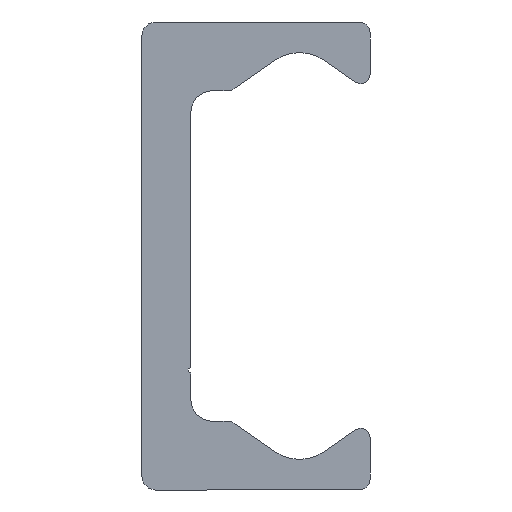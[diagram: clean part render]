
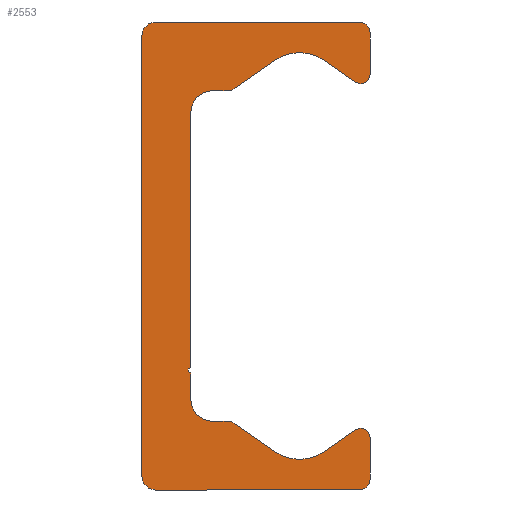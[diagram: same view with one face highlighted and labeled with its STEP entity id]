
A CAD part, left-side view. The second image highlights one B-rep face of the part: STEP entity #2553.
In plain terms, the highlighted planar face has unit normal (-1, 0, 0).
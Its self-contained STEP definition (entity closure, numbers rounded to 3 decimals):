
#1524=CARTESIAN_POINT('',(0.0,9.25,-21.5));
#1525=VERTEX_POINT('',#1524);
#1532=CARTESIAN_POINT('',(0.0,10.5,-20.25));
#1533=VERTEX_POINT('',#1532);
#1534=CARTESIAN_POINT('',(0.0,9.25,-20.25));
#1535=DIRECTION('',(1.0,0.0,0.0));
#1536=DIRECTION('',(0.0,0.0,-1.0));
#1537=AXIS2_PLACEMENT_3D('',#1534,#1535,#1536);
#1538=CIRCLE('',#1537,1.25);
#1539=EDGE_CURVE('',#1525,#1533,#1538,.T.);
#1563=CARTESIAN_POINT('',(0.0,-9.5,-21.5));
#1564=VERTEX_POINT('',#1563);
#1571=CARTESIAN_POINT('',(0.0,-9.5,-21.5));
#1572=DIRECTION('',(0.0,1.0,0.0));
#1573=VECTOR('',#1572,18.75);
#1574=LINE('',#1571,#1573);
#1575=EDGE_CURVE('',#1564,#1525,#1574,.T.);
#1595=CARTESIAN_POINT('',(0.0,-10.5,-20.5));
#1596=VERTEX_POINT('',#1595);
#1603=CARTESIAN_POINT('',(0.0,-9.5,-20.5));
#1604=DIRECTION('',(1.0,0.0,0.0));
#1605=DIRECTION('',(0.0,-1.0,0.0));
#1606=AXIS2_PLACEMENT_3D('',#1603,#1604,#1605);
#1607=CIRCLE('',#1606,1.0);
#1608=EDGE_CURVE('',#1596,#1564,#1607,.T.);
#1627=CARTESIAN_POINT('',(0.0,-10.5,-16.65));
#1628=VERTEX_POINT('',#1627);
#1635=CARTESIAN_POINT('',(0.0,-10.5,-16.65));
#1636=DIRECTION('',(0.0,0.0,-1.0));
#1637=VECTOR('',#1636,3.85);
#1638=LINE('',#1635,#1637);
#1639=EDGE_CURVE('',#1628,#1596,#1638,.T.);
#1659=CARTESIAN_POINT('',(0.0,-9.162,-15.954));
#1660=VERTEX_POINT('',#1659);
#1667=CARTESIAN_POINT('',(0.0,-9.65,-16.65));
#1668=DIRECTION('',(1.0,0.0,0.0));
#1669=DIRECTION('',(0.0,0.574,0.819));
#1670=AXIS2_PLACEMENT_3D('',#1667,#1668,#1669);
#1671=CIRCLE('',#1670,0.85);
#1672=EDGE_CURVE('',#1660,#1628,#1671,.T.);
#1691=CARTESIAN_POINT('',(0.0,-6.294,-17.962));
#1692=VERTEX_POINT('',#1691);
#1699=CARTESIAN_POINT('',(0.0,-6.294,-17.962));
#1700=DIRECTION('',(0.0,-0.819,0.574));
#1701=VECTOR('',#1700,3.501);
#1702=LINE('',#1699,#1701);
#1703=EDGE_CURVE('',#1692,#1660,#1702,.T.);
#1723=CARTESIAN_POINT('',(0.0,-1.706,-17.962));
#1724=VERTEX_POINT('',#1723);
#1731=CARTESIAN_POINT('',(0.0,-4.,-14.685));
#1732=DIRECTION('',(-1.0,0.0,0.0));
#1733=DIRECTION('',(0.0,0.574,0.819));
#1734=AXIS2_PLACEMENT_3D('',#1731,#1732,#1733);
#1735=CIRCLE('',#1734,4.0);
#1736=EDGE_CURVE('',#1724,#1692,#1735,.T.);
#1755=CARTESIAN_POINT('',(0.0,1.981,-15.381));
#1756=VERTEX_POINT('',#1755);
#1763=CARTESIAN_POINT('',(0.0,1.981,-15.381));
#1764=DIRECTION('',(0.0,-0.819,-0.574));
#1765=VECTOR('',#1764,4.5);
#1766=LINE('',#1763,#1765);
#1767=EDGE_CURVE('',#1756,#1724,#1766,.T.);
#1787=CARTESIAN_POINT('',(0.0,2.554,-15.2));
#1788=VERTEX_POINT('',#1787);
#1795=CARTESIAN_POINT('',(0.0,2.554,-16.2));
#1796=DIRECTION('',(1.0,0.0,0.0));
#1797=DIRECTION('',(0.0,0.0,1.0));
#1798=AXIS2_PLACEMENT_3D('',#1795,#1796,#1797);
#1799=CIRCLE('',#1798,1.);
#1800=EDGE_CURVE('',#1788,#1756,#1799,.T.);
#1819=CARTESIAN_POINT('',(0.0,4.0,-15.2));
#1820=VERTEX_POINT('',#1819);
#1827=CARTESIAN_POINT('',(0.0,4.0,-15.2));
#1828=DIRECTION('',(0.0,-1.0,0.0));
#1829=VECTOR('',#1828,1.446);
#1830=LINE('',#1827,#1829);
#1831=EDGE_CURVE('',#1820,#1788,#1830,.T.);
#1851=CARTESIAN_POINT('',(0.0,6.,-13.2));
#1852=VERTEX_POINT('',#1851);
#1859=CARTESIAN_POINT('',(0.0,4.,-13.2));
#1860=DIRECTION('',(-1.0,0.0,0.0));
#1861=DIRECTION('',(0.0,0.0,1.0));
#1862=AXIS2_PLACEMENT_3D('',#1859,#1860,#1861);
#1863=CIRCLE('',#1862,2.0);
#1864=EDGE_CURVE('',#1852,#1820,#1863,.T.);
#1883=CARTESIAN_POINT('',(0.0,6.,-10.75));
#1884=VERTEX_POINT('',#1883);
#1891=CARTESIAN_POINT('',(0.0,6.,-10.75));
#1892=DIRECTION('',(0.0,0.0,-1.0));
#1893=VECTOR('',#1892,2.45);
#1894=LINE('',#1891,#1893);
#1895=EDGE_CURVE('',#1884,#1852,#1894,.T.);
#1915=CARTESIAN_POINT('',(0.0,6.,-10.25));
#1916=VERTEX_POINT('',#1915);
#1923=CARTESIAN_POINT('',(0.0,6.,-10.5));
#1924=DIRECTION('',(-1.0,0.0,0.0));
#1925=DIRECTION('',(0.0,0.0,1.0));
#1926=AXIS2_PLACEMENT_3D('',#1923,#1924,#1925);
#1927=CIRCLE('',#1926,0.25);
#1928=EDGE_CURVE('',#1916,#1884,#1927,.T.);
#1947=CARTESIAN_POINT('',(0.0,6.,13.2));
#1948=VERTEX_POINT('',#1947);
#1955=CARTESIAN_POINT('',(0.0,6.,13.2));
#1956=DIRECTION('',(0.0,0.0,-1.0));
#1957=VECTOR('',#1956,23.45);
#1958=LINE('',#1955,#1957);
#1959=EDGE_CURVE('',#1948,#1916,#1958,.T.);
#2069=CARTESIAN_POINT('',(0.0,4.0,15.2));
#2070=VERTEX_POINT('',#2069);
#2077=CARTESIAN_POINT('',(0.0,4.,13.2));
#2078=DIRECTION('',(-1.0,0.0,0.0));
#2079=DIRECTION('',(0.0,-1.0,0.0));
#2080=AXIS2_PLACEMENT_3D('',#2077,#2078,#2079);
#2081=CIRCLE('',#2080,2.0);
#2082=EDGE_CURVE('',#2070,#1948,#2081,.T.);
#2101=CARTESIAN_POINT('',(0.0,2.554,15.2));
#2102=VERTEX_POINT('',#2101);
#2109=CARTESIAN_POINT('',(0.0,2.554,15.2));
#2110=DIRECTION('',(0.0,1.0,0.0));
#2111=VECTOR('',#2110,1.446);
#2112=LINE('',#2109,#2111);
#2113=EDGE_CURVE('',#2102,#2070,#2112,.T.);
#2133=CARTESIAN_POINT('',(0.0,1.981,15.381));
#2134=VERTEX_POINT('',#2133);
#2141=CARTESIAN_POINT('',(0.0,2.554,16.2));
#2142=DIRECTION('',(1.0,0.0,0.0));
#2143=DIRECTION('',(0.0,-0.574,-0.819));
#2144=AXIS2_PLACEMENT_3D('',#2141,#2142,#2143);
#2145=CIRCLE('',#2144,1.);
#2146=EDGE_CURVE('',#2134,#2102,#2145,.T.);
#2165=CARTESIAN_POINT('',(0.0,-1.706,17.962));
#2166=VERTEX_POINT('',#2165);
#2173=CARTESIAN_POINT('',(0.0,-1.706,17.962));
#2174=DIRECTION('',(0.0,0.819,-0.574));
#2175=VECTOR('',#2174,4.5);
#2176=LINE('',#2173,#2175);
#2177=EDGE_CURVE('',#2166,#2134,#2176,.T.);
#2197=CARTESIAN_POINT('',(0.0,-6.294,17.962));
#2198=VERTEX_POINT('',#2197);
#2205=CARTESIAN_POINT('',(0.0,-4.,14.685));
#2206=DIRECTION('',(-1.0,0.0,0.0));
#2207=DIRECTION('',(0.0,-0.574,-0.819));
#2208=AXIS2_PLACEMENT_3D('',#2205,#2206,#2207);
#2209=CIRCLE('',#2208,4.0);
#2210=EDGE_CURVE('',#2198,#2166,#2209,.T.);
#2229=CARTESIAN_POINT('',(0.0,-9.162,15.954));
#2230=VERTEX_POINT('',#2229);
#2237=CARTESIAN_POINT('',(0.0,-9.162,15.954));
#2238=DIRECTION('',(0.0,0.819,0.574));
#2239=VECTOR('',#2238,3.501);
#2240=LINE('',#2237,#2239);
#2241=EDGE_CURVE('',#2230,#2198,#2240,.T.);
#2261=CARTESIAN_POINT('',(0.0,-10.5,16.65));
#2262=VERTEX_POINT('',#2261);
#2269=CARTESIAN_POINT('',(0.0,-9.65,16.65));
#2270=DIRECTION('',(1.0,0.0,0.0));
#2271=DIRECTION('',(0.0,-1.0,0.0));
#2272=AXIS2_PLACEMENT_3D('',#2269,#2270,#2271);
#2273=CIRCLE('',#2272,0.85);
#2274=EDGE_CURVE('',#2262,#2230,#2273,.T.);
#2293=CARTESIAN_POINT('',(0.0,-10.5,20.5));
#2294=VERTEX_POINT('',#2293);
#2301=CARTESIAN_POINT('',(0.0,-10.5,20.5));
#2302=DIRECTION('',(0.0,0.0,-1.0));
#2303=VECTOR('',#2302,3.85);
#2304=LINE('',#2301,#2303);
#2305=EDGE_CURVE('',#2294,#2262,#2304,.T.);
#2325=CARTESIAN_POINT('',(0.0,-9.5,21.5));
#2326=VERTEX_POINT('',#2325);
#2333=CARTESIAN_POINT('',(0.0,-9.5,20.5));
#2334=DIRECTION('',(1.0,0.0,0.0));
#2335=DIRECTION('',(0.0,0.0,1.0));
#2336=AXIS2_PLACEMENT_3D('',#2333,#2334,#2335);
#2337=CIRCLE('',#2336,1.0);
#2338=EDGE_CURVE('',#2326,#2294,#2337,.T.);
#2357=CARTESIAN_POINT('',(0.0,9.25,21.5));
#2358=VERTEX_POINT('',#2357);
#2365=CARTESIAN_POINT('',(0.0,9.25,21.5));
#2366=DIRECTION('',(0.0,-1.0,0.0));
#2367=VECTOR('',#2366,18.75);
#2368=LINE('',#2365,#2367);
#2369=EDGE_CURVE('',#2358,#2326,#2368,.T.);
#2389=CARTESIAN_POINT('',(0.0,10.5,20.25));
#2390=VERTEX_POINT('',#2389);
#2397=CARTESIAN_POINT('',(0.0,9.25,20.25));
#2398=DIRECTION('',(1.0,0.0,0.0));
#2399=DIRECTION('',(0.0,1.0,0.0));
#2400=AXIS2_PLACEMENT_3D('',#2397,#2398,#2399);
#2401=CIRCLE('',#2400,1.25);
#2402=EDGE_CURVE('',#2390,#2358,#2401,.T.);
#2420=CARTESIAN_POINT('',(0.0,10.5,-20.25));
#2421=DIRECTION('',(0.0,0.0,1.0));
#2422=VECTOR('',#2421,40.5);
#2423=LINE('',#2420,#2422);
#2424=EDGE_CURVE('',#1533,#2390,#2423,.T.);
#2520=CARTESIAN_POINT('',(0.0,2.66,-0.019));
#2521=DIRECTION('',(1.0,0.0,0.0));
#2522=DIRECTION('',(0.0,0.0,-1.0));
#2523=AXIS2_PLACEMENT_3D('',#2520,#2521,#2522);
#2524=PLANE('',#2523);
#2525=ORIENTED_EDGE('',*,*,#2424,.F.);
#2526=ORIENTED_EDGE('',*,*,#1539,.F.);
#2527=ORIENTED_EDGE('',*,*,#1575,.F.);
#2528=ORIENTED_EDGE('',*,*,#1608,.F.);
#2529=ORIENTED_EDGE('',*,*,#1639,.F.);
#2530=ORIENTED_EDGE('',*,*,#1672,.F.);
#2531=ORIENTED_EDGE('',*,*,#1703,.F.);
#2532=ORIENTED_EDGE('',*,*,#1736,.F.);
#2533=ORIENTED_EDGE('',*,*,#1767,.F.);
#2534=ORIENTED_EDGE('',*,*,#1800,.F.);
#2535=ORIENTED_EDGE('',*,*,#1831,.F.);
#2536=ORIENTED_EDGE('',*,*,#1864,.F.);
#2537=ORIENTED_EDGE('',*,*,#1895,.F.);
#2538=ORIENTED_EDGE('',*,*,#1928,.F.);
#2539=ORIENTED_EDGE('',*,*,#1959,.F.);
#2540=ORIENTED_EDGE('',*,*,#2082,.F.);
#2541=ORIENTED_EDGE('',*,*,#2113,.F.);
#2542=ORIENTED_EDGE('',*,*,#2146,.F.);
#2543=ORIENTED_EDGE('',*,*,#2177,.F.);
#2544=ORIENTED_EDGE('',*,*,#2210,.F.);
#2545=ORIENTED_EDGE('',*,*,#2241,.F.);
#2546=ORIENTED_EDGE('',*,*,#2274,.F.);
#2547=ORIENTED_EDGE('',*,*,#2305,.F.);
#2548=ORIENTED_EDGE('',*,*,#2338,.F.);
#2549=ORIENTED_EDGE('',*,*,#2369,.F.);
#2550=ORIENTED_EDGE('',*,*,#2402,.F.);
#2551=EDGE_LOOP('',(#2525,#2526,#2527,#2528,#2529,#2530,#2531,#2532,#2533,#2534,#2535,#2536,#2537,#2538,#2539,#2540,#2541,#2542,#2543,#2544,#2545,#2546,#2547,#2548,#2549,#2550));
#2552=FACE_OUTER_BOUND('',#2551,.T.);
#2553=ADVANCED_FACE('',(#2552),#2524,.F.);
